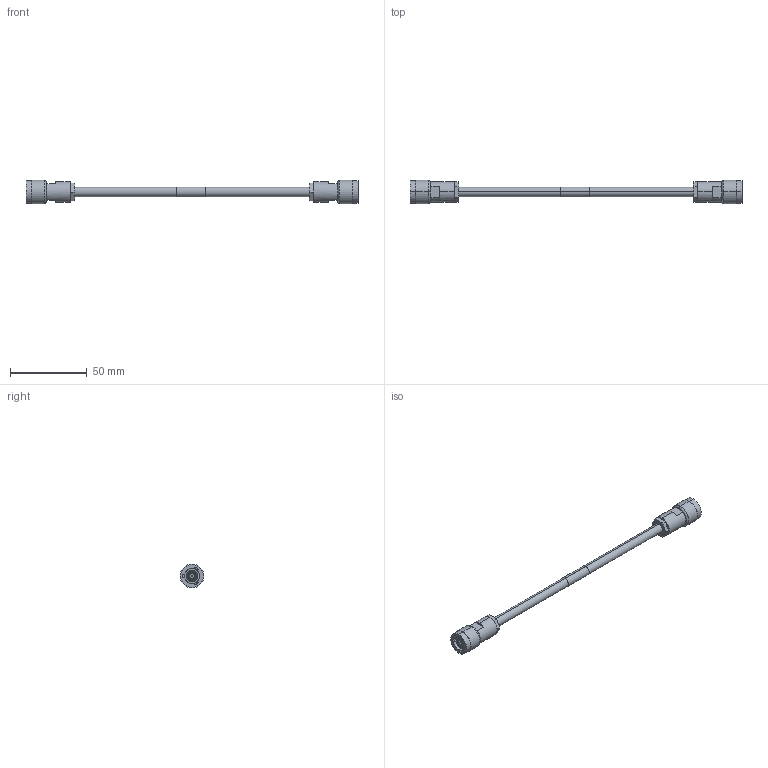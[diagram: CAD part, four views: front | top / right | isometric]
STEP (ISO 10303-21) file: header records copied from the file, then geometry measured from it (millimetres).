
FILE_DESCRIPTION (( 'STEP AP214' ), '1' );
FILE_NAME ('FM3MSA00676_3D.step', '2023-08-31T17:20:08', ( '' ), ( '' ), 'SwSTEP 2.0', 'SolidWorks 2022', '' );
FILE_SCHEMA (( 'AUTOMOTIVE_DESIGN' ));
Length unit declared in the file: inch
Products named in the file (7): FM3MSA00676_3D; TWC-124-2_6"; 10-09030-XXX-MA1; 10-09030-XXX-MA2; 10-09030-XXX-MA3; 10-09030-XXX; 1AW01-003_.25" x .75" long
Assembly tree (7 placements, depth 3):
  FM3MSA00676_3D
    TWC-124-2_6"
    10-09030-XXX  x2
      10-09030-XXX-MA1
      10-09030-XXX-MA2
      10-09030-XXX-MA3
    1AW01-003_.25" x .75" long
Bounding box: 215.9 x 15.24 x 15.24 mm (x, y, z)
Volume: 12883.5 mm3; surface area: 11230.5 mm2
Topology: 8 solids, 8 shells, 392 faces, 978 edges, 624 vertices
Faces by surface type: plane 144, cylinder 130, cone 56, torus 32, bspline 30
Entity records: 8271 total; most frequent: CARTESIAN_POINT 2724, ORIENTED_EDGE 992, DIRECTION 978, EDGE_CURVE 496, AXIS2_PLACEMENT_3D 390, VERTEX_POINT 318, EDGE_LOOP 222, ADVANCED_FACE 201
